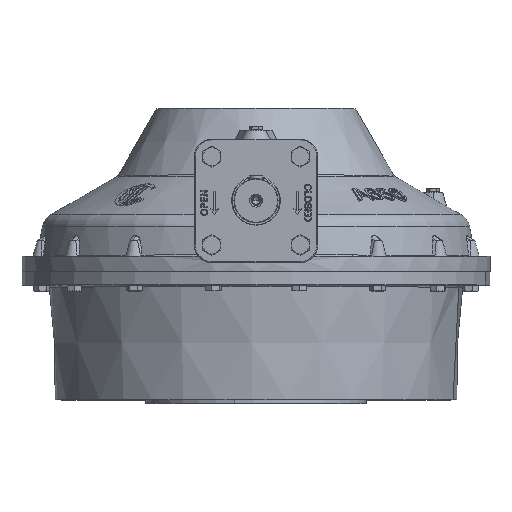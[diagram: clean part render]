
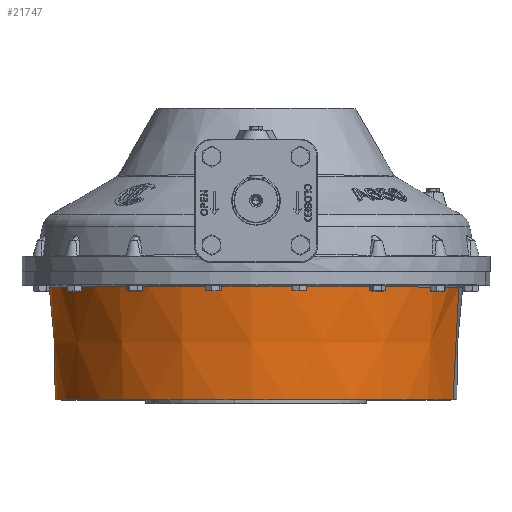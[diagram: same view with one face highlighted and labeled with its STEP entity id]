
A CAD part, top view. The second image highlights one B-rep face of the part: STEP entity #21747.
In plain terms, the highlighted conical face has half-angle 3 degrees and reference radius 455 mm.
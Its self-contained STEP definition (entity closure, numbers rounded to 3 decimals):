
#21706=CARTESIAN_POINT('',(0.,0.,0.));
#21707=DIRECTION('',(0.0,1.0,0.0));
#21708=DIRECTION('',(-0.981,0.0,-0.195));
#21709=AXIS2_PLACEMENT_3D('',#21706,#21707,#21708);
#21710=CONICAL_SURFACE('',#21709,455.,3.);
#21711=CARTESIAN_POINT('',(-446.257,0.,-88.766));
#21712=VERTEX_POINT('',#21711);
#21713=CARTESIAN_POINT('',(446.257,0.,88.766));
#21714=VERTEX_POINT('',#21713);
#21715=CARTESIAN_POINT('',(0.,0.,0.));
#21716=DIRECTION('',(0.0,1.0,0.0));
#21717=DIRECTION('',(-0.981,0.0,-0.195));
#21718=AXIS2_PLACEMENT_3D('',#21715,#21716,#21717);
#21719=CIRCLE('',#21718,455.);
#21720=EDGE_CURVE('',#21712,#21714,#21719,.T.);
#21721=ORIENTED_EDGE('',*,*,#21720,.T.);
#21722=CARTESIAN_POINT('',(459.378,255.262,91.376));
#21723=VERTEX_POINT('',#21722);
#21724=CARTESIAN_POINT('',(446.257,0.,88.766));
#21725=DIRECTION('',(0.051,0.999,0.01));
#21726=VECTOR('',#21725,255.612);
#21727=LINE('',#21724,#21726);
#21728=EDGE_CURVE('',#21714,#21723,#21727,.T.);
#21729=ORIENTED_EDGE('',*,*,#21728,.T.);
#21730=CARTESIAN_POINT('',(-459.378,255.262,-91.376));
#21731=VERTEX_POINT('',#21730);
#21732=CARTESIAN_POINT('',(0.,255.262,0.));
#21733=DIRECTION('',(0.0,1.,0.0));
#21734=DIRECTION('',(-0.981,0.0,-0.195));
#21735=AXIS2_PLACEMENT_3D('',#21732,#21733,#21734);
#21736=CIRCLE('',#21735,468.378);
#21737=EDGE_CURVE('',#21731,#21723,#21736,.T.);
#21738=ORIENTED_EDGE('',*,*,#21737,.F.);
#21739=CARTESIAN_POINT('',(-446.257,0.,-88.766));
#21740=DIRECTION('',(-0.051,0.999,-0.01));
#21741=VECTOR('',#21740,255.612);
#21742=LINE('',#21739,#21741);
#21743=EDGE_CURVE('',#21712,#21731,#21742,.T.);
#21744=ORIENTED_EDGE('',*,*,#21743,.F.);
#21745=EDGE_LOOP('',(#21721,#21729,#21738,#21744));
#21746=FACE_OUTER_BOUND('',#21745,.T.);
#21747=ADVANCED_FACE('',(#21746),#21710,.T.);
